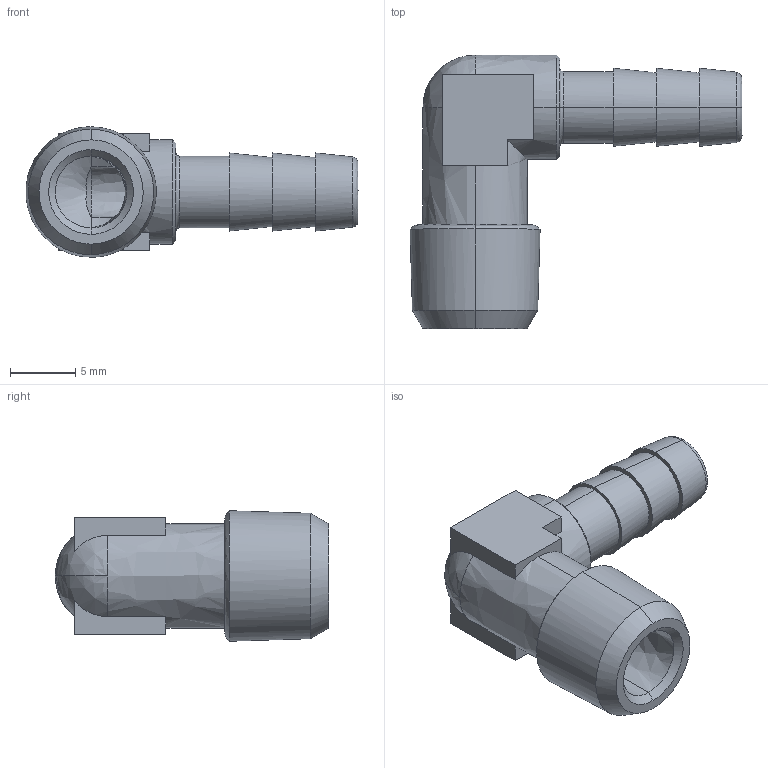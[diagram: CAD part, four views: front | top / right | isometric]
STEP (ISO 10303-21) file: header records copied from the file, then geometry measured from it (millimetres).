
FILE_DESCRIPTION (( 'STEP AP214' ), '1' );
FILE_NAME ('DRF.SP01-06_L.STEP', '2018-09-05T07:53:20', ( '' ), ( '' ), 'SwSTEP 2.0', 'SolidWorks 2018', '' );
FILE_SCHEMA (( 'AUTOMOTIVE_DESIGN' ));
Length unit declared in the file: millimetre
Products named in the file (1): DRF.SP01-06_L
Bounding box: 25.5 x 21 x 10.02 mm (x, y, z)
Volume: 1107.9 mm3; surface area: 1566.3 mm2
Topology: 1 solids, 1 shells, 57 faces, 132 edges, 80 vertices
Faces by surface type: bspline 57
Entity records: 2352 total; most frequent: CARTESIAN_POINT 1548, ORIENTED_EDGE 260, EDGE_CURVE 130, B_SPLINE_CURVE_WITH_KNOTS 87, VERTEX_POINT 80, EDGE_LOOP 64, FACE_OUTER_BOUND 57, ADVANCED_FACE 57
